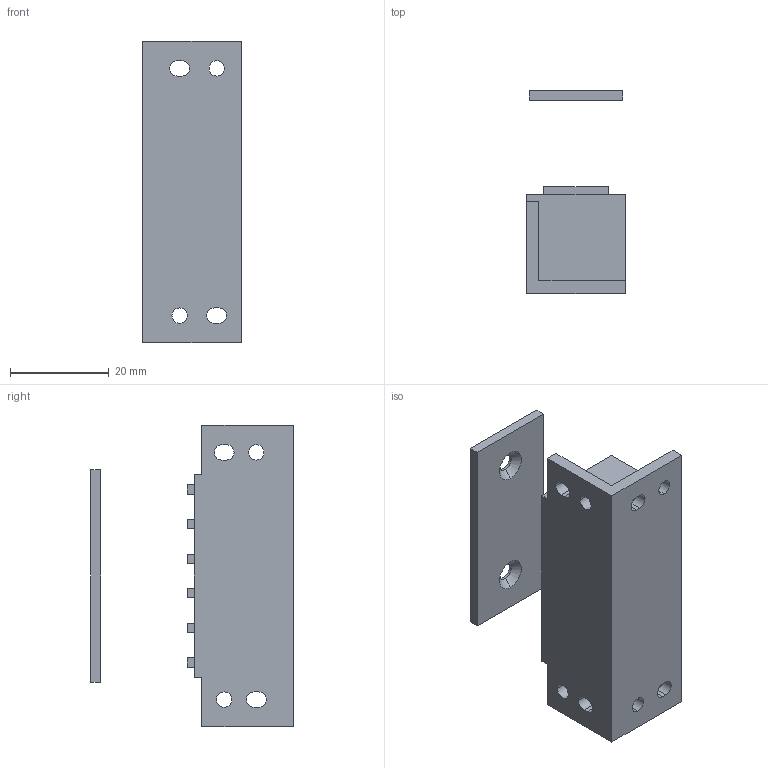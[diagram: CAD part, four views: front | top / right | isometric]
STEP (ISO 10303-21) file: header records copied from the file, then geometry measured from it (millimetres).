
FILE_DESCRIPTION (( 'STEP AP203' ), '1' );
FILE_NAME ('C-158-3.STEP', '2009-06-30T12:28:14', ( ' ' ), ( ' ' ), 'SwSTEP 2.0', 'SolidWorks 2007', '' );
FILE_SCHEMA (( 'CONFIG_CONTROL_DESIGN' ));
Length unit declared in the file: millimetre
Products named in the file (3): C-158-2乣5庴斅__C-158-3; C-158-3; C-158-2乣5杮懱__C-158-3
Assembly tree (2 placements, depth 2):
  C-158-3
    C-158-2乣5杮懱__C-158-3
    C-158-2乣5庴斅__C-158-3
Bounding box: 20 x 41 x 61 mm (x, y, z)
Volume: 19812.3 mm3; surface area: 7833.6 mm2
Topology: 2 solids, 2 shells, 84 faces, 218 edges, 144 vertices
Faces by surface type: plane 58, cylinder 22, cone 4
Entity records: 2903 total; most frequent: CARTESIAN_POINT 451, DIRECTION 444, ORIENTED_EDGE 436, EDGE_CURVE 218, VECTOR 170, LINE 170, VERTEX_POINT 144, AXIS2_PLACEMENT_3D 137
